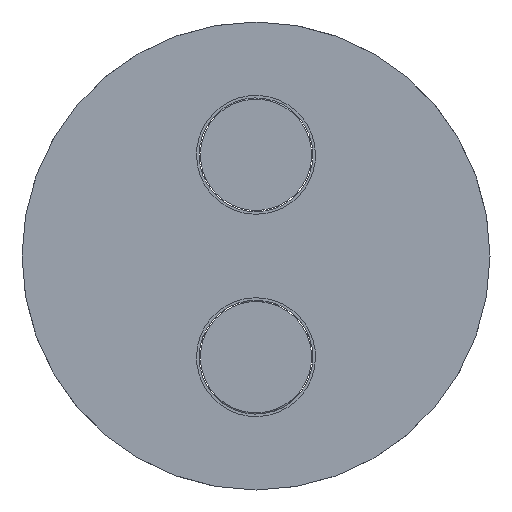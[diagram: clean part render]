
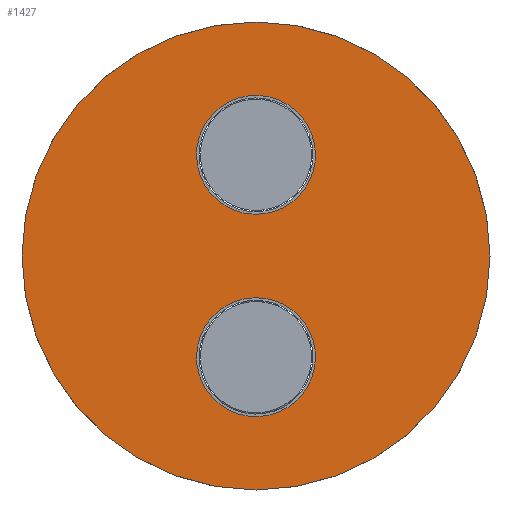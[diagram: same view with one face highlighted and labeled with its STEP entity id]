
A CAD part, front view. The second image highlights one B-rep face of the part: STEP entity #1427.
In plain terms, the highlighted planar face has unit normal (0, -1, 0).
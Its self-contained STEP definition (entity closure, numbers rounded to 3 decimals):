
#1221=CARTESIAN_POINT('Vertex',(-92.5,87.5,40.)) ;
#1224=CARTESIAN_POINT('Axis2P3D Location',(0.,87.5,40.)) ;
#1228=CARTESIAN_POINT('Vertex',(92.5,87.5,40.)) ;
#1286=CARTESIAN_POINT('Axis2P3D Location',(0.,87.5,40.)) ;
#1298=CARTESIAN_POINT('Axis2P3D Location',(0.,87.5,40.)) ;
#1308=CARTESIAN_POINT('Control Point',(12.227,87.5,100.069)) ;
#1309=CARTESIAN_POINT('Control Point',(10.194,87.5,101.307)) ;
#1310=CARTESIAN_POINT('Control Point',(8.004,87.5,102.289)) ;
#1311=CARTESIAN_POINT('Control Point',(5.7,87.5,102.986)) ;
#1312=CARTESIAN_POINT('Control Point',(0.966,87.5,103.782)) ;
#1313=CARTESIAN_POINT('Control Point',(-3.817,87.5,103.373)) ;
#1314=CARTESIAN_POINT('Control Point',(-6.17,87.5,102.864)) ;
#1315=CARTESIAN_POINT('Control Point',(-10.696,87.5,101.263)) ;
#1316=CARTESIAN_POINT('Control Point',(-14.68,87.5,98.584)) ;
#1317=CARTESIAN_POINT('Control Point',(-16.49,87.5,96.997)) ;
#1318=CARTESIAN_POINT('Control Point',(-19.671,87.5,93.401)) ;
#1319=CARTESIAN_POINT('Control Point',(-21.854,87.5,89.125)) ;
#1320=CARTESIAN_POINT('Control Point',(-22.667,87.5,86.859)) ;
#1321=CARTESIAN_POINT('Control Point',(-23.702,87.5,82.171)) ;
#1322=CARTESIAN_POINT('Control Point',(-23.536,87.5,77.373)) ;
#1323=CARTESIAN_POINT('Control Point',(-23.148,87.5,74.997)) ;
#1324=CARTESIAN_POINT('Control Point',(-21.778,87.5,70.396)) ;
#1325=CARTESIAN_POINT('Control Point',(-19.304,87.5,66.281)) ;
#1326=CARTESIAN_POINT('Control Point',(-17.811,87.5,64.392)) ;
#1327=CARTESIAN_POINT('Control Point',(-15.752,87.5,62.377)) ;
#1328=CARTESIAN_POINT('Control Point',(-13.431,87.5,60.707)) ;
#1329=CARTESIAN_POINT('Control Point',(-13.036,87.5,60.438)) ;
#1330=CARTESIAN_POINT('Control Point',(-12.634,87.5,60.18)) ;
#1331=CARTESIAN_POINT('Control Point',(-12.227,87.5,59.931)) ;
#1332=CARTESIAN_POINT('Vertex',(12.227,87.5,100.069)) ;
#1334=CARTESIAN_POINT('Vertex',(-12.227,87.5,59.931)) ;
#1338=CARTESIAN_POINT('Control Point',(-12.227,87.5,59.931)) ;
#1339=CARTESIAN_POINT('Control Point',(-10.194,87.5,58.693)) ;
#1340=CARTESIAN_POINT('Control Point',(-8.004,87.5,57.711)) ;
#1341=CARTESIAN_POINT('Control Point',(-5.7,87.5,57.014)) ;
#1342=CARTESIAN_POINT('Control Point',(-0.966,87.5,56.218)) ;
#1343=CARTESIAN_POINT('Control Point',(3.817,87.5,56.627)) ;
#1344=CARTESIAN_POINT('Control Point',(6.17,87.5,57.136)) ;
#1345=CARTESIAN_POINT('Control Point',(10.696,87.5,58.737)) ;
#1346=CARTESIAN_POINT('Control Point',(14.68,87.5,61.416)) ;
#1347=CARTESIAN_POINT('Control Point',(16.49,87.5,63.003)) ;
#1348=CARTESIAN_POINT('Control Point',(19.671,87.5,66.599)) ;
#1349=CARTESIAN_POINT('Control Point',(21.854,87.5,70.875)) ;
#1350=CARTESIAN_POINT('Control Point',(22.667,87.5,73.141)) ;
#1351=CARTESIAN_POINT('Control Point',(23.702,87.5,77.829)) ;
#1352=CARTESIAN_POINT('Control Point',(23.536,87.5,82.627)) ;
#1353=CARTESIAN_POINT('Control Point',(23.148,87.5,85.003)) ;
#1354=CARTESIAN_POINT('Control Point',(21.778,87.5,89.604)) ;
#1355=CARTESIAN_POINT('Control Point',(19.304,87.5,93.719)) ;
#1356=CARTESIAN_POINT('Control Point',(17.811,87.5,95.608)) ;
#1357=CARTESIAN_POINT('Control Point',(15.752,87.5,97.623)) ;
#1358=CARTESIAN_POINT('Control Point',(13.431,87.5,99.293)) ;
#1359=CARTESIAN_POINT('Control Point',(13.036,87.5,99.562)) ;
#1360=CARTESIAN_POINT('Control Point',(12.634,87.5,99.82)) ;
#1361=CARTESIAN_POINT('Control Point',(12.227,87.5,100.069)) ;
#1368=CARTESIAN_POINT('Control Point',(-12.227,87.5,20.069)) ;
#1369=CARTESIAN_POINT('Control Point',(-10.194,87.5,21.307)) ;
#1370=CARTESIAN_POINT('Control Point',(-8.004,87.5,22.289)) ;
#1371=CARTESIAN_POINT('Control Point',(-5.7,87.5,22.986)) ;
#1372=CARTESIAN_POINT('Control Point',(-0.966,87.5,23.782)) ;
#1373=CARTESIAN_POINT('Control Point',(3.817,87.5,23.373)) ;
#1374=CARTESIAN_POINT('Control Point',(6.17,87.5,22.864)) ;
#1375=CARTESIAN_POINT('Control Point',(10.696,87.5,21.263)) ;
#1376=CARTESIAN_POINT('Control Point',(14.68,87.5,18.584)) ;
#1377=CARTESIAN_POINT('Control Point',(16.49,87.5,16.997)) ;
#1378=CARTESIAN_POINT('Control Point',(19.671,87.5,13.401)) ;
#1379=CARTESIAN_POINT('Control Point',(21.854,87.5,9.125)) ;
#1380=CARTESIAN_POINT('Control Point',(22.667,87.5,6.859)) ;
#1381=CARTESIAN_POINT('Control Point',(23.702,87.5,2.171)) ;
#1382=CARTESIAN_POINT('Control Point',(23.536,87.5,-2.627)) ;
#1383=CARTESIAN_POINT('Control Point',(23.148,87.5,-5.003)) ;
#1384=CARTESIAN_POINT('Control Point',(21.778,87.5,-9.604)) ;
#1385=CARTESIAN_POINT('Control Point',(19.304,87.5,-13.719)) ;
#1386=CARTESIAN_POINT('Control Point',(17.811,87.5,-15.608)) ;
#1387=CARTESIAN_POINT('Control Point',(15.752,87.5,-17.623)) ;
#1388=CARTESIAN_POINT('Control Point',(13.431,87.5,-19.293)) ;
#1389=CARTESIAN_POINT('Control Point',(13.036,87.5,-19.562)) ;
#1390=CARTESIAN_POINT('Control Point',(12.634,87.5,-19.82)) ;
#1391=CARTESIAN_POINT('Control Point',(12.227,87.5,-20.069)) ;
#1392=CARTESIAN_POINT('Vertex',(-12.227,87.5,20.069)) ;
#1394=CARTESIAN_POINT('Vertex',(12.227,87.5,-20.069)) ;
#1398=CARTESIAN_POINT('Control Point',(12.227,87.5,-20.069)) ;
#1399=CARTESIAN_POINT('Control Point',(10.194,87.5,-21.307)) ;
#1400=CARTESIAN_POINT('Control Point',(8.004,87.5,-22.289)) ;
#1401=CARTESIAN_POINT('Control Point',(5.7,87.5,-22.986)) ;
#1402=CARTESIAN_POINT('Control Point',(0.966,87.5,-23.782)) ;
#1403=CARTESIAN_POINT('Control Point',(-3.817,87.5,-23.373)) ;
#1404=CARTESIAN_POINT('Control Point',(-6.17,87.5,-22.864)) ;
#1405=CARTESIAN_POINT('Control Point',(-10.696,87.5,-21.263)) ;
#1406=CARTESIAN_POINT('Control Point',(-14.68,87.5,-18.584)) ;
#1407=CARTESIAN_POINT('Control Point',(-16.49,87.5,-16.997)) ;
#1408=CARTESIAN_POINT('Control Point',(-19.671,87.5,-13.401)) ;
#1409=CARTESIAN_POINT('Control Point',(-21.854,87.5,-9.125)) ;
#1410=CARTESIAN_POINT('Control Point',(-22.667,87.5,-6.859)) ;
#1411=CARTESIAN_POINT('Control Point',(-23.702,87.5,-2.171)) ;
#1412=CARTESIAN_POINT('Control Point',(-23.536,87.5,2.627)) ;
#1413=CARTESIAN_POINT('Control Point',(-23.148,87.5,5.003)) ;
#1414=CARTESIAN_POINT('Control Point',(-21.778,87.5,9.604)) ;
#1415=CARTESIAN_POINT('Control Point',(-19.304,87.5,13.719)) ;
#1416=CARTESIAN_POINT('Control Point',(-17.811,87.5,15.608)) ;
#1417=CARTESIAN_POINT('Control Point',(-15.752,87.5,17.623)) ;
#1418=CARTESIAN_POINT('Control Point',(-13.431,87.5,19.293)) ;
#1419=CARTESIAN_POINT('Control Point',(-13.036,87.5,19.562)) ;
#1420=CARTESIAN_POINT('Control Point',(-12.634,87.5,19.82)) ;
#1421=CARTESIAN_POINT('Control Point',(-12.227,87.5,20.069)) ;
#1225=DIRECTION('Axis2P3D Direction',(0.,1.,0.)) ;
#1287=DIRECTION('Axis2P3D Direction',(0.,1.,0.)) ;
#1299=DIRECTION('Axis2P3D Direction',(0.,1.,0.)) ;
#1300=DIRECTION('Axis2P3D XDirection',(-1.,0.,0.)) ;
#1226=AXIS2_PLACEMENT_3D('Circle Axis2P3D',#1224,#1225,$) ;
#1288=AXIS2_PLACEMENT_3D('Circle Axis2P3D',#1286,#1287,$) ;
#1301=AXIS2_PLACEMENT_3D('Plane Axis2P3D',#1298,#1299,#1300) ;
#1227=CIRCLE('generated circle',#1226,92.5) ;
#1289=CIRCLE('generated circle',#1288,92.5) ;
#1302=PLANE('',#1301) ;
#1366=FACE_BOUND('',#1363,.T.) ;
#1426=FACE_BOUND('',#1423,.T.) ;
#1230=EDGE_CURVE('',#1222,#1229,#1227,.T.) ;
#1290=EDGE_CURVE('',#1229,#1222,#1289,.T.) ;
#1336=EDGE_CURVE('',#1333,#1335,#1307,.T.) ;
#1362=EDGE_CURVE('',#1335,#1333,#1337,.T.) ;
#1396=EDGE_CURVE('',#1393,#1395,#1367,.T.) ;
#1422=EDGE_CURVE('',#1395,#1393,#1397,.T.) ;
#1304=ORIENTED_EDGE('',*,*,#1290,.F.) ;
#1305=ORIENTED_EDGE('',*,*,#1230,.F.) ;
#1364=ORIENTED_EDGE('',*,*,#1336,.F.) ;
#1365=ORIENTED_EDGE('',*,*,#1362,.F.) ;
#1424=ORIENTED_EDGE('',*,*,#1396,.T.) ;
#1425=ORIENTED_EDGE('',*,*,#1422,.T.) ;
#1303=EDGE_LOOP('',(#1304,#1305)) ;
#1363=EDGE_LOOP('',(#1364,#1365)) ;
#1423=EDGE_LOOP('',(#1424,#1425)) ;
#1222=VERTEX_POINT('',#1221) ;
#1229=VERTEX_POINT('',#1228) ;
#1333=VERTEX_POINT('',#1332) ;
#1335=VERTEX_POINT('',#1334) ;
#1393=VERTEX_POINT('',#1392) ;
#1395=VERTEX_POINT('',#1394) ;
#1427=ADVANCED_FACE('PartBody',(#1306,#1366,#1426),#1302,.F.) ;
#1307=B_SPLINE_CURVE_WITH_KNOTS('',5,(#1308,#1309,#1310,#1311,#1312,#1313,#1314,#1315,#1316,#1317,#1318,#1319,#1320,#1321,#1322,#1323,#1324,#1325,#1326,#1327,#1328,#1329,#1330,#1331),.UNSPECIFIED.,.F.,.U.,(6,3,3,3,3,3,3,6),(0.,16.835,33.674,50.514,67.353,84.192,101.032,104.406),.UNSPECIFIED.) ;
#1337=B_SPLINE_CURVE_WITH_KNOTS('',5,(#1338,#1339,#1340,#1341,#1342,#1343,#1344,#1345,#1346,#1347,#1348,#1349,#1350,#1351,#1352,#1353,#1354,#1355,#1356,#1357,#1358,#1359,#1360,#1361),.UNSPECIFIED.,.F.,.U.,(6,3,3,3,3,3,3,6),(0.,16.835,33.674,50.514,67.353,84.192,101.032,104.406),.UNSPECIFIED.) ;
#1367=B_SPLINE_CURVE_WITH_KNOTS('',5,(#1368,#1369,#1370,#1371,#1372,#1373,#1374,#1375,#1376,#1377,#1378,#1379,#1380,#1381,#1382,#1383,#1384,#1385,#1386,#1387,#1388,#1389,#1390,#1391),.UNSPECIFIED.,.F.,.U.,(6,3,3,3,3,3,3,6),(0.,16.835,33.674,50.514,67.353,84.192,101.032,104.406),.UNSPECIFIED.) ;
#1397=B_SPLINE_CURVE_WITH_KNOTS('',5,(#1398,#1399,#1400,#1401,#1402,#1403,#1404,#1405,#1406,#1407,#1408,#1409,#1410,#1411,#1412,#1413,#1414,#1415,#1416,#1417,#1418,#1419,#1420,#1421),.UNSPECIFIED.,.F.,.U.,(6,3,3,3,3,3,3,6),(0.,16.835,33.674,50.514,67.353,84.192,101.032,104.406),.UNSPECIFIED.) ;
#1306=FACE_OUTER_BOUND('',#1303,.T.) ;
